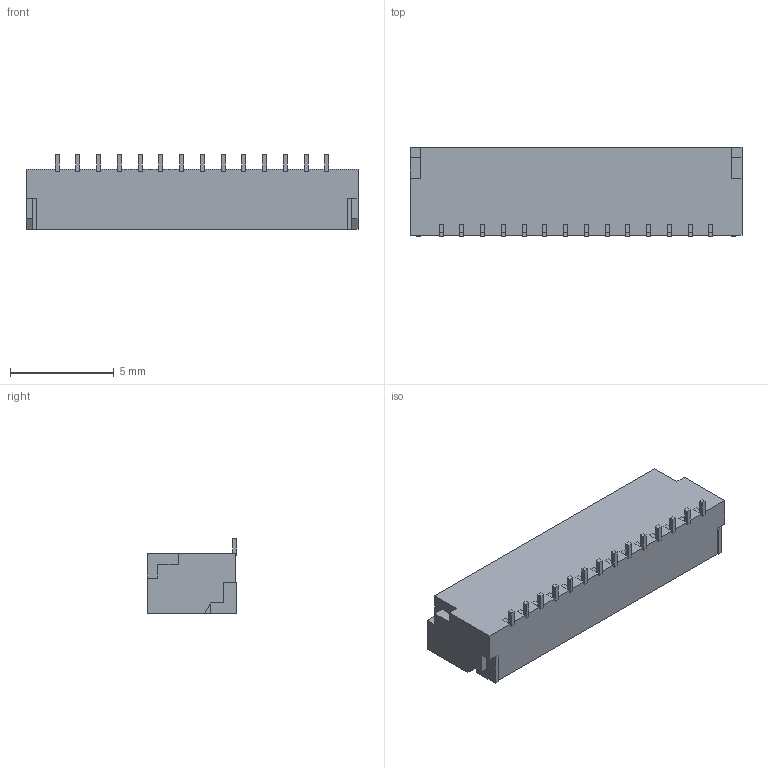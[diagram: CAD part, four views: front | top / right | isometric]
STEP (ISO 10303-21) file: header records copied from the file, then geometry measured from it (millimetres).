
FILE_DESCRIPTION (( 'STEP AP214' ), '1' );
FILE_NAME ('JST_SH_BM14B-SRSS-TB.STEP', '2021-01-14T14:16:47+00:00', 'Stefan Hamminga', '', '', '', '');
FILE_SCHEMA (( 'AUTOMOTIVE_DESIGN' ));
Length unit declared in the file: millimetre
Products named in the file (1): JST_SH_BM14B-SRSS-TB
Bounding box: 16 x 4.32 x 3.6 mm (x, y, z)
Volume: 109.8 mm3; surface area: 456.8 mm2
Topology: 17 solids, 17 shells, 223 faces, 564 edges, 376 vertices
Faces by surface type: plane 223
Entity records: 8540 total; most frequent: CARTESIAN_POINT 1164, ORIENTED_EDGE 1128, DIRECTION 1012, LINE 564, VECTOR 564, EDGE_CURVE 564, VERTEX_POINT 376, EDGE_LOOP 224
